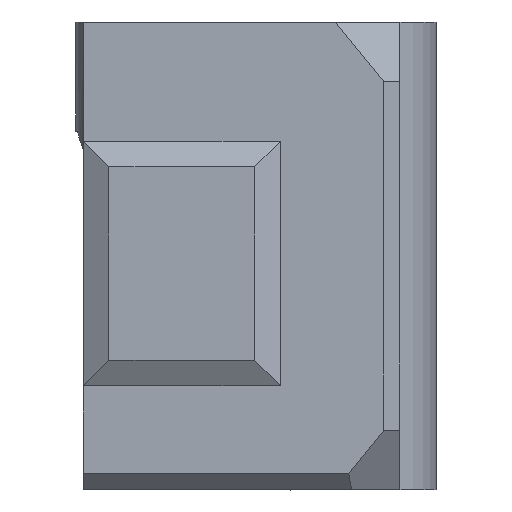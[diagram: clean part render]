
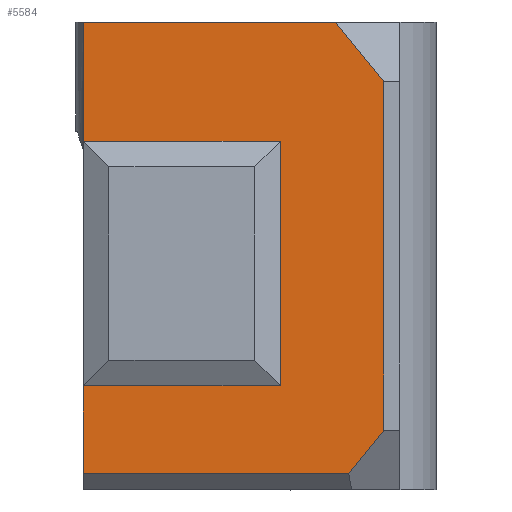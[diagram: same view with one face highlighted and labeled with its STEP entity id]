
A CAD part, top view. The second image highlights one B-rep face of the part: STEP entity #5584.
In plain terms, the highlighted planar face has unit normal (0, 0, 1).
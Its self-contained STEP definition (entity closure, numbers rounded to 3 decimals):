
#339=FACE_OUTER_BOUND('',#666,.T.);
#666=EDGE_LOOP('',(#3864,#3865,#3866,#3867,#3868,#3869,#3870,#3871,#3872,
#3873));
#1064=LINE('',#8071,#1709);
#1067=LINE('',#8076,#1712);
#1068=LINE('',#8078,#1713);
#1069=LINE('',#8081,#1714);
#1078=LINE('',#8098,#1723);
#1123=LINE('',#8189,#1768);
#1124=LINE('',#8191,#1769);
#1125=LINE('',#8193,#1770);
#1126=LINE('',#8195,#1771);
#1127=LINE('',#8196,#1772);
#1709=VECTOR('',#6520,10.);
#1712=VECTOR('',#6525,10.);
#1713=VECTOR('',#6528,10.);
#1714=VECTOR('',#6531,10.);
#1723=VECTOR('',#6540,10.);
#1768=VECTOR('',#6587,10.);
#1769=VECTOR('',#6588,10.);
#1770=VECTOR('',#6589,10.);
#1771=VECTOR('',#6590,10.);
#1772=VECTOR('',#6591,10.);
#2326=VERTEX_POINT('',#8055);
#2329=VERTEX_POINT('',#8060);
#2332=VERTEX_POINT('',#8070);
#2333=VERTEX_POINT('',#8074);
#2334=VERTEX_POINT('',#8080);
#2342=VERTEX_POINT('',#8096);
#2387=VERTEX_POINT('',#8188);
#2388=VERTEX_POINT('',#8190);
#2389=VERTEX_POINT('',#8192);
#2390=VERTEX_POINT('',#8194);
#2888=EDGE_CURVE('',#2332,#2326,#1064,.T.);
#2891=EDGE_CURVE('',#2329,#2333,#1067,.T.);
#2892=EDGE_CURVE('',#2333,#2332,#1068,.T.);
#2893=EDGE_CURVE('',#2334,#2329,#1069,.T.);
#2902=EDGE_CURVE('',#2326,#2342,#1078,.T.);
#2947=EDGE_CURVE('',#2342,#2387,#1123,.T.);
#2948=EDGE_CURVE('',#2388,#2387,#1124,.T.);
#2949=EDGE_CURVE('',#2388,#2389,#1125,.T.);
#2950=EDGE_CURVE('',#2390,#2389,#1126,.T.);
#2951=EDGE_CURVE('',#2390,#2334,#1127,.T.);
#3864=ORIENTED_EDGE('',*,*,#2891,.T.);
#3865=ORIENTED_EDGE('',*,*,#2892,.T.);
#3866=ORIENTED_EDGE('',*,*,#2888,.T.);
#3867=ORIENTED_EDGE('',*,*,#2902,.T.);
#3868=ORIENTED_EDGE('',*,*,#2947,.T.);
#3869=ORIENTED_EDGE('',*,*,#2948,.F.);
#3870=ORIENTED_EDGE('',*,*,#2949,.T.);
#3871=ORIENTED_EDGE('',*,*,#2950,.F.);
#3872=ORIENTED_EDGE('',*,*,#2951,.T.);
#3873=ORIENTED_EDGE('',*,*,#2893,.T.);
#5312=PLANE('',#5934);
#5584=ADVANCED_FACE('',(#339),#5312,.T.);
#5934=AXIS2_PLACEMENT_3D('',#8187,#6585,#6586);
#6520=DIRECTION('',(-1.,0.,0.));
#6525=DIRECTION('',(1.,0.,0.));
#6528=DIRECTION('',(0.,-1.,0.));
#6531=DIRECTION('',(0.,-1.,0.));
#6540=DIRECTION('',(0.,-1.,0.));
#6585=DIRECTION('center_axis',(0.,0.,
1.));
#6586=DIRECTION('ref_axis',(-1.,0.,0.));
#6587=DIRECTION('',(1.,0.,0.));
#6588=DIRECTION('',(-0.632,-0.775,0.));
#6589=DIRECTION('',(0.,1.,0.));
#6590=DIRECTION('',(0.632,-0.775,0.));
#6591=DIRECTION('',(-1.,0.,0.));
#8055=CARTESIAN_POINT('',(313.685,181.75,366.29));
#8060=CARTESIAN_POINT('',(313.685,212.1,366.29));
#8070=CARTESIAN_POINT('',(338.121,181.75,366.29));
#8071=CARTESIAN_POINT('',(333.33,181.75,366.29));
#8074=CARTESIAN_POINT('',(338.121,212.1,366.29));
#8076=CARTESIAN_POINT('',(345.548,212.1,366.29));
#8078=CARTESIAN_POINT('',(338.121,204.33,366.29));
#8080=CARTESIAN_POINT('',(313.685,226.91,366.29));
#8081=CARTESIAN_POINT('',(313.685,226.91,366.29));
#8096=CARTESIAN_POINT('',(313.685,170.91,366.29));
#8098=CARTESIAN_POINT('',(313.685,226.91,366.29));
#8187=CARTESIAN_POINT('Origin',(352.975,226.91,366.29));
#8188=CARTESIAN_POINT('',(346.608,170.91,366.29));
#8189=CARTESIAN_POINT('',(343.153,170.91,366.29));
#8190=CARTESIAN_POINT('',(350.975,176.258,366.29));
#8191=CARTESIAN_POINT('',(364.103,192.337,366.29));
#8192=CARTESIAN_POINT('',(350.975,219.562,366.29));
#8193=CARTESIAN_POINT('',(350.975,226.91,366.29));
#8194=CARTESIAN_POINT('',(344.975,226.91,366.29));
#8195=CARTESIAN_POINT('',(349.496,221.373,366.29));
#8196=CARTESIAN_POINT('',(352.975,226.91,366.29));
